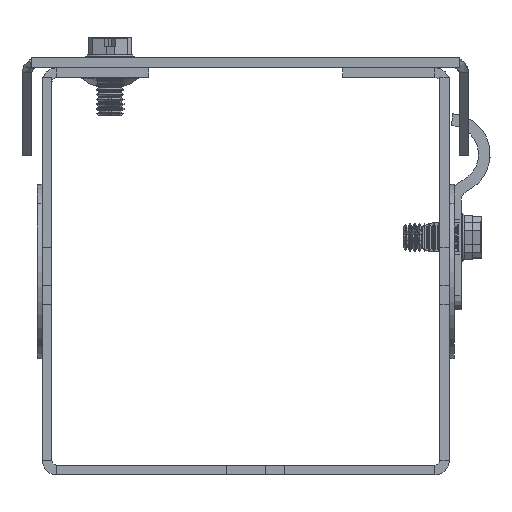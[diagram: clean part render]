
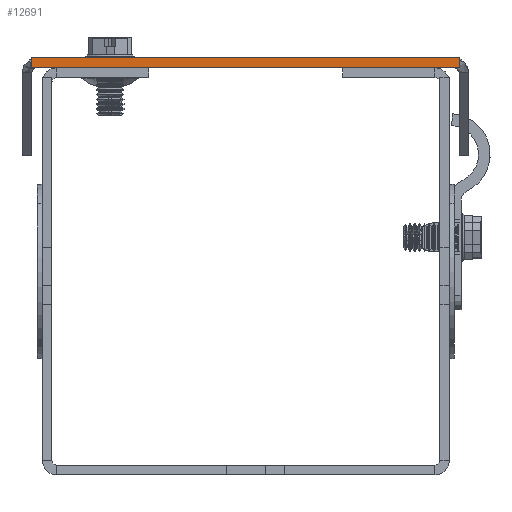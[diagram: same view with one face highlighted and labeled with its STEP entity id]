
A CAD part, left-side view. The second image highlights one B-rep face of the part: STEP entity #12691.
In plain terms, the highlighted face is planar.
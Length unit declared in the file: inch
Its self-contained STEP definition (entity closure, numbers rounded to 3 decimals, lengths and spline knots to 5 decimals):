
#1106=LINE('',#21239,#1915);
#1115=LINE('',#21257,#1924);
#1134=LINE('',#21296,#1943);
#1136=LINE('',#21301,#1945);
#1915=VECTOR('',#17148,2.755);
#1924=VECTOR('',#17165,2.755);
#1943=VECTOR('',#17208,0.0625);
#1945=VECTOR('',#17216,0.0625);
#2458=PLANE('',#13971);
#3771=FACE_OUTER_BOUND('',#5049,.T.);
#5049=EDGE_LOOP('',(#10859,#10860,#10861,#10862));
#6735=VERTEX_POINT('',#21236);
#6736=VERTEX_POINT('',#21238);
#6740=VERTEX_POINT('',#21254);
#6741=VERTEX_POINT('',#21256);
#8119=EDGE_CURVE('',#6736,#6735,#1106,.T.);
#8128=EDGE_CURVE('',#6741,#6740,#1115,.T.);
#8148=EDGE_CURVE('',#6741,#6735,#1134,.T.);
#8150=EDGE_CURVE('',#6740,#6736,#1136,.T.);
#10859=ORIENTED_EDGE('',*,*,#8119,.T.);
#10860=ORIENTED_EDGE('',*,*,#8148,.F.);
#10861=ORIENTED_EDGE('',*,*,#8128,.T.);
#10862=ORIENTED_EDGE('',*,*,#8150,.T.);
#12691=ADVANCED_FACE('',(#3771),#2458,.T.);
#13971=AXIS2_PLACEMENT_3D('',#21302,#17217,#17218);
#17148=DIRECTION('',(0.,-1.,0.));
#17165=DIRECTION('',(0.,1.,0.));
#17208=DIRECTION('',(0.,0.,1.));
#17216=DIRECTION('',(0.,0.,1.));
#17217=DIRECTION('center_axis',(1.,0.,0.));
#17218=DIRECTION('ref_axis',(0.,0.,-1.));
#21236=CARTESIAN_POINT('',(120.,0.,0.0625));
#21238=CARTESIAN_POINT('',(120.,2.755,0.0625));
#21239=CARTESIAN_POINT('',(120.,0.,0.0625));
#21254=CARTESIAN_POINT('',(120.,2.755,0.));
#21256=CARTESIAN_POINT('',(120.,0.,0.));
#21257=CARTESIAN_POINT('',(120.,0.,0.));
#21296=CARTESIAN_POINT('',(120.,0.,0.));
#21301=CARTESIAN_POINT('',(120.,2.755,0.));
#21302=CARTESIAN_POINT('Origin',(120.,2.755,0.));
